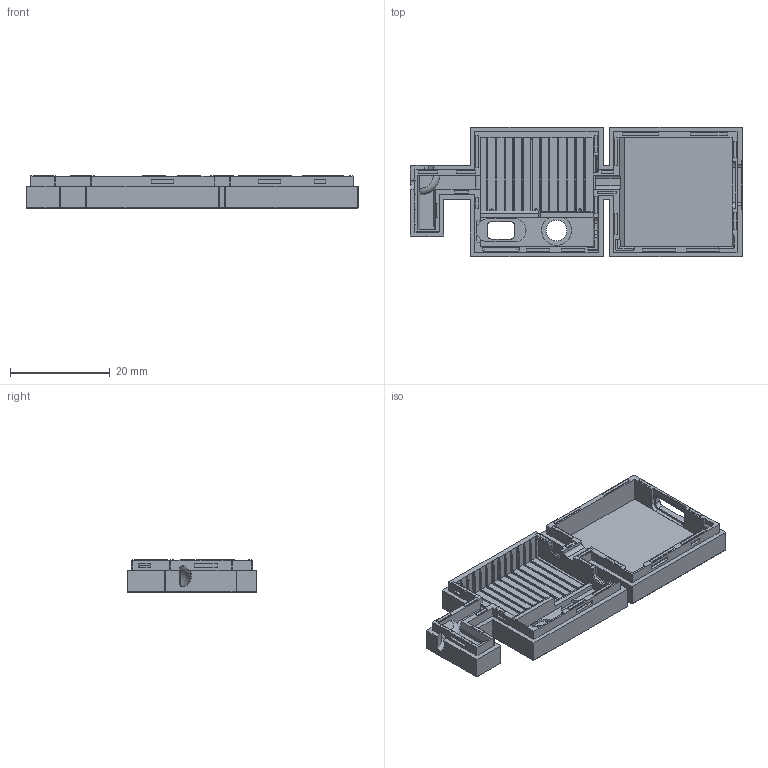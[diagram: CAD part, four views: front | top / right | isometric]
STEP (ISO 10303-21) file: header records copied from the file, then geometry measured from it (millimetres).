
FILE_DESCRIPTION(/* description */ (''),/* implementation_level */ '2;1');
FILE_NAME(/* name */ 'Bottom.step',/* time_stamp */ '2023-11-15T16:58:54+05:30',/* author */ (''),/* organization */ (''),/* preprocessor_version */ 'ST-DEVELOPER v20',/* originating_system */ 'Autodesk Translation Framework v12.14.0.127',/* authorisation */ '');
FILE_SCHEMA (('AUTOMOTIVE_DESIGN { 1 0 10303 214 3 1 1 }'));
Length unit declared in the file: millimetre
Products named in the file (1): Bottom
Bounding box: 66.47 x 25.95 x 6.5 mm (x, y, z)
Volume: 3941.7 mm3; surface area: 5814 mm2
Topology: 1 solids, 1 shells, 870 faces, 2246 edges, 1364 vertices
Faces by surface type: plane 489, cylinder 255, bspline 70, torus 40, cone 16
Full cylindrical faces by diameter (mm): 4.143 x1, 6 x1
Entity records: 27933 total; most frequent: CARTESIAN_POINT 6950, ORIENTED_EDGE 4408, DIRECTION 4270, EDGE_CURVE 2204, LINE 1588, VECTOR 1588, VERTEX_POINT 1364, AXIS2_PLACEMENT_3D 1341
